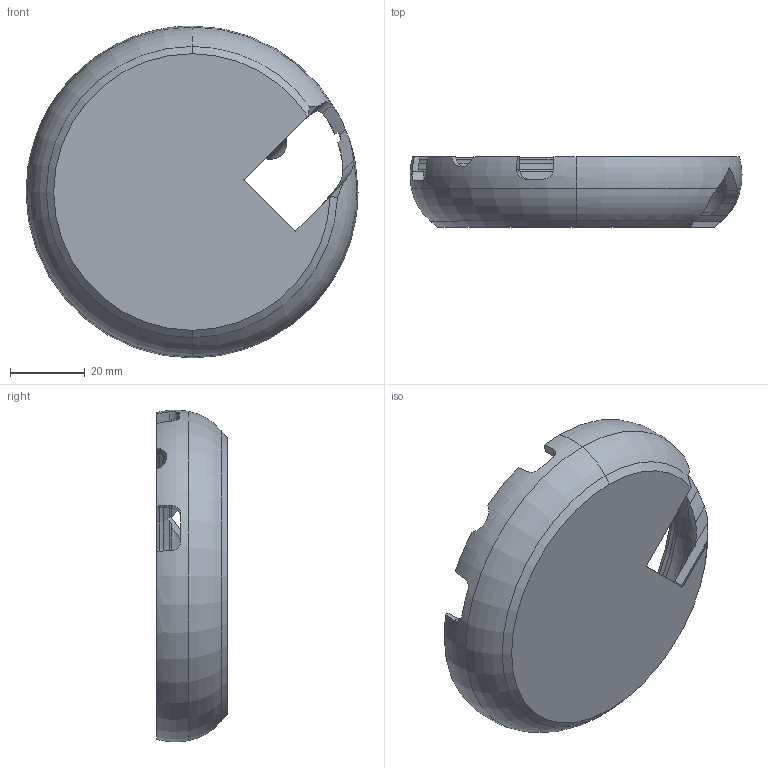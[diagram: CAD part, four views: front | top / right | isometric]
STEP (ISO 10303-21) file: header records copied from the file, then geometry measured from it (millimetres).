
FILE_DESCRIPTION (( 'STEP AP214' ), '1' );
FILE_NAME ('CaseLower.STEP', '2018-03-03T22:05:39', ( '' ), ( '' ), 'SwSTEP 2.0', 'SolidWorks 2017', '' );
FILE_SCHEMA (( 'AUTOMOTIVE_DESIGN' ));
Length unit declared in the file: inch
Products named in the file (1): CaseLower
Bounding box: 89.04 x 18.87 x 89.02 mm (x, y, z)
Volume: 26656.1 mm3; surface area: 19185 mm2
Topology: 1 solids, 1 shells, 130 faces, 357 edges, 231 vertices
Faces by surface type: plane 71, cone 23, cylinder 20, torus 16
Entity records: 4445 total; most frequent: CARTESIAN_POINT 1160, ORIENTED_EDGE 714, DIRECTION 655, EDGE_CURVE 357, AXIS2_PLACEMENT_3D 248, VERTEX_POINT 231, VECTOR 159, LINE 159
